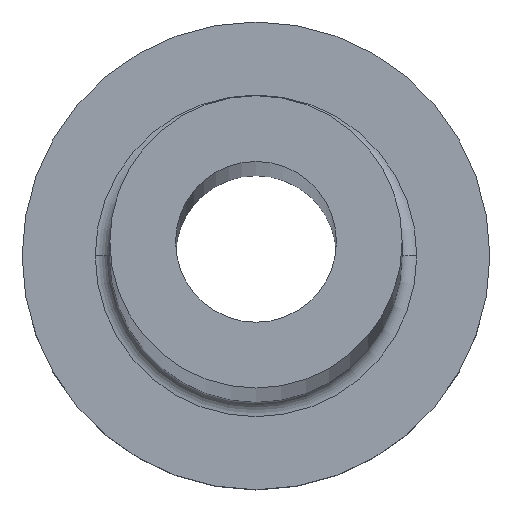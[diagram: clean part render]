
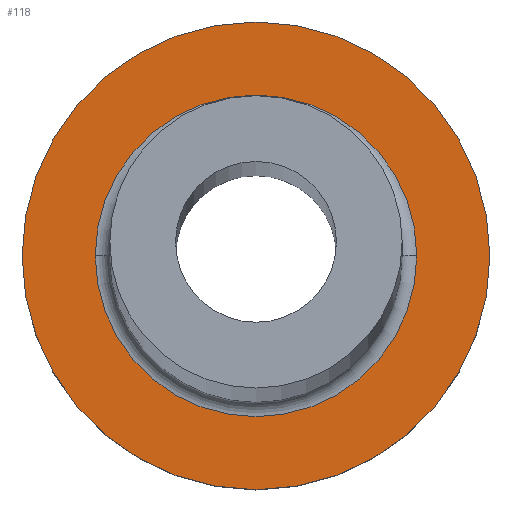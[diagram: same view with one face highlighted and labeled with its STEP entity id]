
A CAD part, top view. The second image highlights one B-rep face of the part: STEP entity #118.
In plain terms, the highlighted planar face has unit normal (0, 0, 1).
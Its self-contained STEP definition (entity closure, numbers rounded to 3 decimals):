
#2 = ORIENTED_EDGE ( 'NONE', *, *, #149, .T. ) ;
#12 = DIRECTION ( 'NONE',  ( 0., 0., -1. ) ) ;
#15 = VERTEX_POINT ( 'NONE', #350 ) ;
#17 = CIRCLE ( 'NONE', #141, 8. ) ;
#37 = CARTESIAN_POINT ( 'NONE',  ( 0., 0., 5. ) ) ;
#45 = DIRECTION ( 'NONE',  ( 1., 0., 0. ) ) ;
#47 = AXIS2_PLACEMENT_3D ( 'NONE', #355, #12, #134 ) ;
#66 = CARTESIAN_POINT ( 'NONE',  ( 0., 0., 5. ) ) ;
#78 = DIRECTION ( 'NONE',  ( 0., 0., -1. ) ) ;
#79 = CARTESIAN_POINT ( 'NONE',  ( -8., 0., 5. ) ) ;
#82 = ORIENTED_EDGE ( 'NONE', *, *, #170, .T. ) ;
#104 = CARTESIAN_POINT ( 'NONE',  ( 0., 0., 5. ) ) ;
#118 = ADVANCED_FACE ( 'NONE', ( #248, #275 ), #218, .T. ) ;
#120 = DIRECTION ( 'NONE',  ( 0., 0., 1. ) ) ;
#134 = DIRECTION ( 'NONE',  ( 1., 0., 0. ) ) ;
#140 = CIRCLE ( 'NONE', #315, 8. ) ;
#141 = AXIS2_PLACEMENT_3D ( 'NONE', #66, #120, #320 ) ;
#142 = VERTEX_POINT ( 'NONE', #244 ) ;
#149 = EDGE_CURVE ( 'NONE', #167, #142, #152, .T. ) ;
#151 = DIRECTION ( 'NONE',  ( 1., 0., 0. ) ) ;
#152 = CIRCLE ( 'NONE', #211, 5.5 ) ;
#154 = DIRECTION ( 'NONE',  ( 0., 0., 1. ) ) ;
#157 = EDGE_CURVE ( 'NONE', #142, #167, #263, .T. ) ;
#167 = VERTEX_POINT ( 'NONE', #192 ) ;
#169 = VERTEX_POINT ( 'NONE', #79 ) ;
#170 = EDGE_CURVE ( 'NONE', #15, #169, #140, .T. ) ;
#191 = CARTESIAN_POINT ( 'NONE',  ( 0., 0., 5. ) ) ;
#192 = CARTESIAN_POINT ( 'NONE',  ( 5.5, 0., 5. ) ) ;
#211 = AXIS2_PLACEMENT_3D ( 'NONE', #104, #78, #45 ) ;
#218 = PLANE ( 'NONE',  #271 ) ;
#221 = DIRECTION ( 'NONE',  ( 1., 0., 0. ) ) ;
#232 = ORIENTED_EDGE ( 'NONE', *, *, #353, .T. ) ;
#244 = CARTESIAN_POINT ( 'NONE',  ( -5.5, 0., 5. ) ) ;
#248 = FACE_BOUND ( 'NONE', #314, .T. ) ;
#263 = CIRCLE ( 'NONE', #47, 5.5 ) ;
#271 = AXIS2_PLACEMENT_3D ( 'NONE', #191, #359, #221 ) ;
#275 = FACE_OUTER_BOUND ( 'NONE', #283, .T. ) ;
#283 = EDGE_LOOP ( 'NONE', ( #232, #82 ) ) ;
#290 = ORIENTED_EDGE ( 'NONE', *, *, #157, .T. ) ;
#314 = EDGE_LOOP ( 'NONE', ( #2, #290 ) ) ;
#315 = AXIS2_PLACEMENT_3D ( 'NONE', #37, #154, #151 ) ;
#320 = DIRECTION ( 'NONE',  ( 1., 0., 0. ) ) ;
#350 = CARTESIAN_POINT ( 'NONE',  ( 8., 0., 5. ) ) ;
#353 = EDGE_CURVE ( 'NONE', #169, #15, #17, .T. ) ;
#355 = CARTESIAN_POINT ( 'NONE',  ( 0., 0., 5. ) ) ;
#359 = DIRECTION ( 'NONE',  ( 0., 0., 1. ) ) ;
